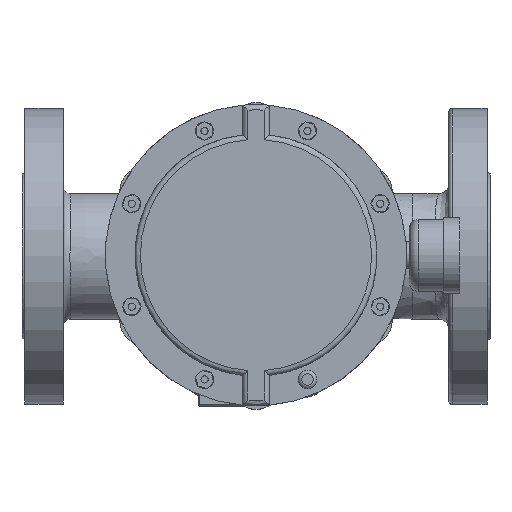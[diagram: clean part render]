
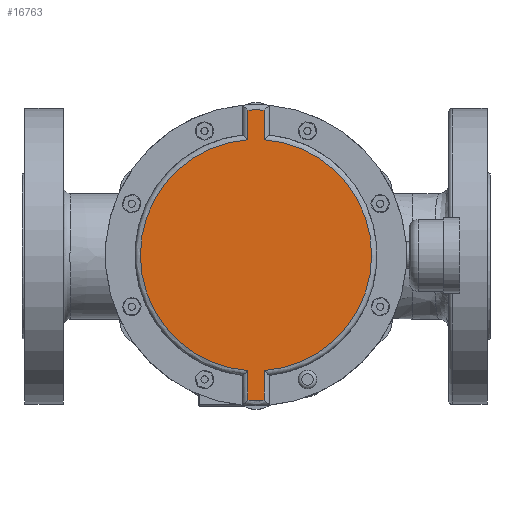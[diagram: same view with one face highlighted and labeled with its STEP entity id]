
A CAD part, top view. The second image highlights one B-rep face of the part: STEP entity #16763.
In plain terms, the highlighted planar face has unit normal (0, 0, 1).
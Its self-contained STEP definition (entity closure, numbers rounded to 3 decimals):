
#342=LINE('',#25704,#1852);
#344=LINE('',#25776,#1854);
#347=LINE('',#25782,#1857);
#349=LINE('',#25818,#1859);
#1852=VECTOR('',#19761,16.532);
#1854=VECTOR('',#19777,16.532);
#1857=VECTOR('',#19782,16.532);
#1859=VECTOR('',#19792,16.532);
#3751=PLANE('',#17897);
#4495=FACE_OUTER_BOUND('',#5588,.T.);
#5588=EDGE_LOOP('',(#12060,#12061,#12062,#12063,#12064,#12065,#12066,#12067));
#7160=CIRCLE('',#17875,64.5);
#7161=CIRCLE('',#17878,81.);
#7164=CIRCLE('',#17882,64.5);
#7166=CIRCLE('',#17887,81.);
#7941=VERTEX_POINT('',#25671);
#7942=VERTEX_POINT('',#25686);
#7943=VERTEX_POINT('',#25703);
#7945=VERTEX_POINT('',#25722);
#7949=VERTEX_POINT('',#25744);
#7950=VERTEX_POINT('',#25759);
#7952=VERTEX_POINT('',#25781);
#7954=VERTEX_POINT('',#25800);
#9572=EDGE_CURVE('',#7941,#7942,#7160,.T.);
#9574=EDGE_CURVE('',#7942,#7943,#342,.T.);
#9577=EDGE_CURVE('',#7943,#7945,#7161,.T.);
#9582=EDGE_CURVE('',#7949,#7950,#7164,.T.);
#9584=EDGE_CURVE('',#7945,#7949,#344,.T.);
#9587=EDGE_CURVE('',#7950,#7952,#347,.T.);
#9590=EDGE_CURVE('',#7952,#7954,#7166,.T.);
#9593=EDGE_CURVE('',#7954,#7941,#349,.T.);
#12060=ORIENTED_EDGE('',*,*,#9582,.F.);
#12061=ORIENTED_EDGE('',*,*,#9584,.F.);
#12062=ORIENTED_EDGE('',*,*,#9577,.F.);
#12063=ORIENTED_EDGE('',*,*,#9574,.F.);
#12064=ORIENTED_EDGE('',*,*,#9572,.F.);
#12065=ORIENTED_EDGE('',*,*,#9593,.F.);
#12066=ORIENTED_EDGE('',*,*,#9590,.F.);
#12067=ORIENTED_EDGE('',*,*,#9587,.F.);
#16763=ADVANCED_FACE('',(#4495),#3751,.T.);
#17875=AXIS2_PLACEMENT_3D('',#25687,#19757,#19758);
#17878=AXIS2_PLACEMENT_3D('',#25723,#19765,#19766);
#17882=AXIS2_PLACEMENT_3D('',#25760,#19773,#19774);
#17887=AXIS2_PLACEMENT_3D('',#25801,#19787,#19788);
#17897=AXIS2_PLACEMENT_3D('',#25844,#19818,#19819);
#19757=DIRECTION('center_axis',(0.,0.,-1.));
#19758=DIRECTION('ref_axis',(-1.,0.,0.));
#19761=DIRECTION('',(0.,1.,0.));
#19765=DIRECTION('center_axis',(0.,0.,-1.));
#19766=DIRECTION('ref_axis',(0.,1.,0.));
#19773=DIRECTION('center_axis',(0.,0.,-1.));
#19774=DIRECTION('ref_axis',(1.,0.,0.));
#19777=DIRECTION('',(0.,-1.,0.));
#19782=DIRECTION('',(0.,-1.,0.));
#19787=DIRECTION('center_axis',(0.,0.,-1.));
#19788=DIRECTION('ref_axis',(0.,-1.,0.));
#19792=DIRECTION('',(0.,1.,0.));
#19818=DIRECTION('center_axis',(0.,0.,1.));
#19819=DIRECTION('ref_axis',(1.,0.,0.));
#25671=CARTESIAN_POINT('',(-4.5,-64.343,468.));
#25686=CARTESIAN_POINT('',(-4.5,64.343,468.));
#25687=CARTESIAN_POINT('Origin',(0.,0.,468.));
#25703=CARTESIAN_POINT('',(-4.5,80.875,468.));
#25704=CARTESIAN_POINT('',(-4.5,0.,468.));
#25722=CARTESIAN_POINT('',(4.5,80.875,468.));
#25723=CARTESIAN_POINT('Origin',(0.,0.,468.));
#25744=CARTESIAN_POINT('',(4.5,64.343,468.));
#25759=CARTESIAN_POINT('',(4.5,-64.343,468.));
#25760=CARTESIAN_POINT('Origin',(0.,0.,468.));
#25776=CARTESIAN_POINT('',(4.5,0.,468.));
#25781=CARTESIAN_POINT('',(4.5,-80.875,468.));
#25782=CARTESIAN_POINT('',(4.5,0.,468.));
#25800=CARTESIAN_POINT('',(-4.5,-80.875,468.));
#25801=CARTESIAN_POINT('Origin',(0.,0.,468.));
#25818=CARTESIAN_POINT('',(-4.5,0.,468.));
#25844=CARTESIAN_POINT('Origin',(0.,0.,
468.));
